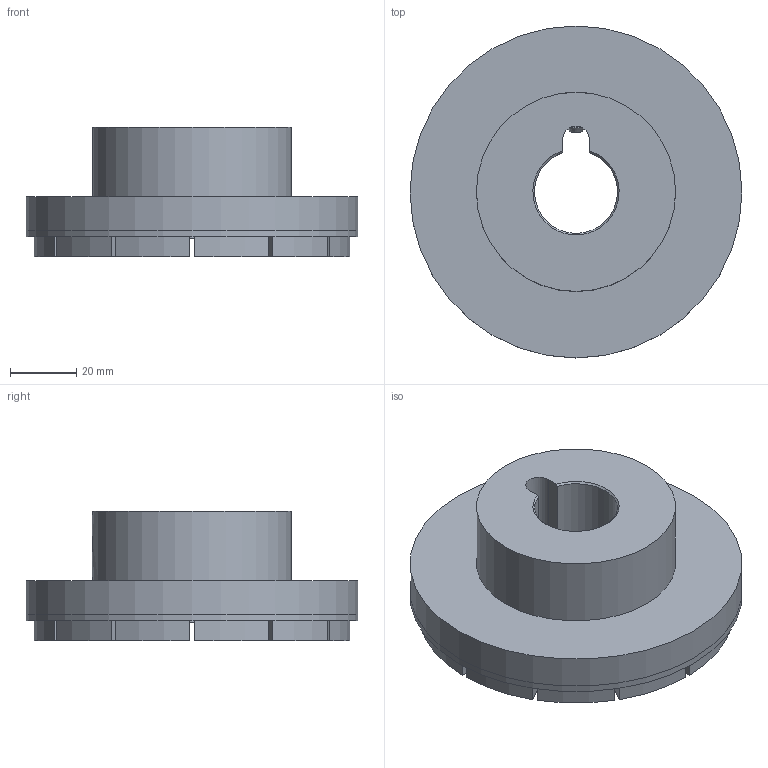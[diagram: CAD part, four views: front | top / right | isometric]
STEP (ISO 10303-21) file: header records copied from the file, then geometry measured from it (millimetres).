
FILE_DESCRIPTION( ( 'STEP AP203' ), '1' );
FILE_NAME( ' ', ' ', ( ' ' ), ( ' ' ), 'PSStep 10.0', ' ', ' ' );
FILE_SCHEMA( ( 'CONFIG_CONTROL_DESIGN' ) );
Length unit declared in the file: millimetre
Products named in the file (5): 1; 2; Assem1; 3; 4
Bounding box: 100 x 100 x 39 mm (x, y, z)
Volume: 157754.6 mm3; surface area: 49441.7 mm2
Topology: 17 solids, 17 shells, 167 faces, 390 edges, 258 vertices
Faces by surface type: plane 99, cylinder 61, cone 7
Full cylindrical faces by diameter (mm): 5 x1, 6 x2, 42 x1, 50 x2, 60 x1, 100 x2
Entity records: 3012 total; most frequent: CARTESIAN_POINT 608, DIRECTION 468, ORIENTED_EDGE 412, EDGE_CURVE 206, AXIS2_PLACEMENT_3D 172, VERTEX_POINT 144, EDGE_LOOP 127, LINE 124
